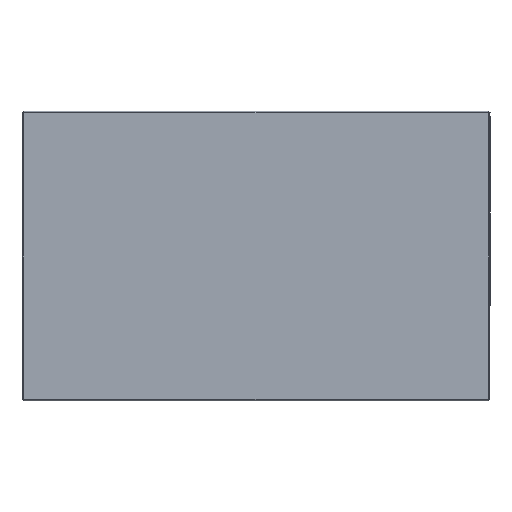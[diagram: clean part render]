
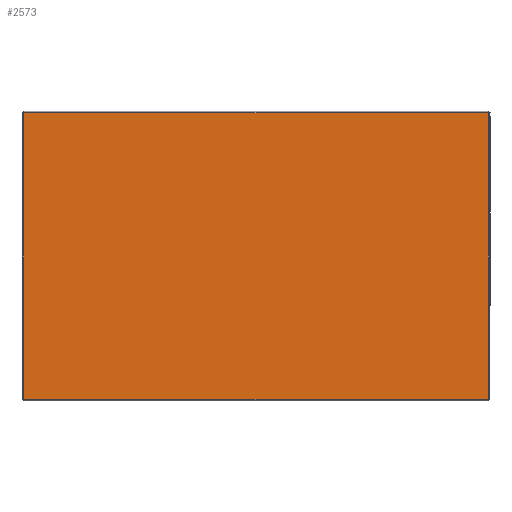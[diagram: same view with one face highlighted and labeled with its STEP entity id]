
A CAD part, front view. The second image highlights one B-rep face of the part: STEP entity #2573.
In plain terms, the highlighted planar face has unit normal (0, -1, 0).
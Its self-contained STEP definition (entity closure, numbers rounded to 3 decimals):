
#124 = FACE_OUTER_BOUND ( 'NONE', #1297, .T. ) ;
#481 = VERTEX_POINT ( 'NONE', #1950 ) ;
#585 = VERTEX_POINT ( 'NONE', #2457 ) ;
#607 = ORIENTED_EDGE ( 'NONE', *, *, #2496, .F. ) ;
#642 = DIRECTION ( 'NONE',  ( 0., 0., 1. ) ) ;
#653 = CARTESIAN_POINT ( 'NONE',  ( 319.8, -1.2, 196.8 ) ) ;
#656 = DIRECTION ( 'NONE',  ( 0., 1., 0. ) ) ;
#684 = DIRECTION ( 'NONE',  ( 1., 0., 0. ) ) ;
#745 = EDGE_CURVE ( 'NONE', #585, #1038, #1598, .T. ) ;
#950 = ORIENTED_EDGE ( 'NONE', *, *, #745, .T. ) ;
#962 = VECTOR ( 'NONE', #1838, 1000. ) ;
#1038 = VERTEX_POINT ( 'NONE', #2897 ) ;
#1117 = CARTESIAN_POINT ( 'NONE',  ( 0., -1.2, 0. ) ) ;
#1122 = ORIENTED_EDGE ( 'NONE', *, *, #2371, .F. ) ;
#1125 = CARTESIAN_POINT ( 'NONE',  ( -319.8, -1.2, -197. ) ) ;
#1218 = VECTOR ( 'NONE', #684, 1000. ) ;
#1297 = EDGE_LOOP ( 'NONE', ( #2903, #1122, #950, #607 ) ) ;
#1384 = CARTESIAN_POINT ( 'NONE',  ( -319.8, -1.2, -196.8 ) ) ;
#1447 = EDGE_CURVE ( 'NONE', #2475, #481, #1902, .T. ) ;
#1598 = LINE ( 'NONE', #653, #962 ) ;
#1838 = DIRECTION ( 'NONE',  ( -1., 0., 0. ) ) ;
#1902 = LINE ( 'NONE', #1384, #1218 ) ;
#1950 = CARTESIAN_POINT ( 'NONE',  ( 319.8, -1.2, -196.8 ) ) ;
#2050 = DIRECTION ( 'NONE',  ( 0., 0., -1. ) ) ;
#2085 = PLANE ( 'NONE',  #2999 ) ;
#2234 = VECTOR ( 'NONE', #2821, 1000. ) ;
#2321 = CARTESIAN_POINT ( 'NONE',  ( -319.8, -1.2, -196.8 ) ) ;
#2371 = EDGE_CURVE ( 'NONE', #585, #481, #3059, .T. ) ;
#2457 = CARTESIAN_POINT ( 'NONE',  ( 319.8, -1.2, 196.8 ) ) ;
#2460 = VECTOR ( 'NONE', #2050, 1000. ) ;
#2475 = VERTEX_POINT ( 'NONE', #2321 ) ;
#2496 = EDGE_CURVE ( 'NONE', #2475, #1038, #2873, .T. ) ;
#2545 = CARTESIAN_POINT ( 'NONE',  ( 319.8, -1.2, 197. ) ) ;
#2573 = ADVANCED_FACE ( 'NONE', ( #124 ), #2085, .F. ) ;
#2821 = DIRECTION ( 'NONE',  ( 0., 0., 1. ) ) ;
#2873 = LINE ( 'NONE', #1125, #2234 ) ;
#2897 = CARTESIAN_POINT ( 'NONE',  ( -319.8, -1.2, 196.8 ) ) ;
#2903 = ORIENTED_EDGE ( 'NONE', *, *, #1447, .T. ) ;
#2999 = AXIS2_PLACEMENT_3D ( 'NONE', #1117, #656, #642 ) ;
#3059 = LINE ( 'NONE', #2545, #2460 ) ;
